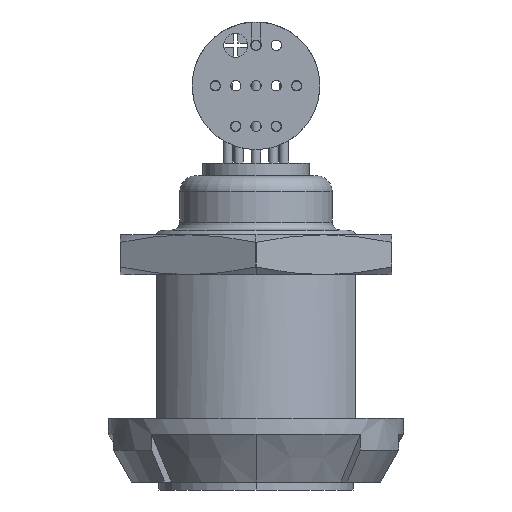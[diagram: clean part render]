
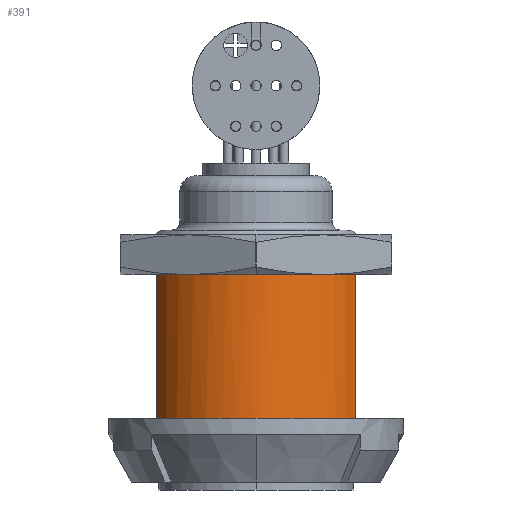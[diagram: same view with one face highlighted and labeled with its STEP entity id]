
A CAD part, front view. The second image highlights one B-rep face of the part: STEP entity #391.
In plain terms, the highlighted cylindrical face has radius 7 mm (diameter 14 mm), a partial arc.
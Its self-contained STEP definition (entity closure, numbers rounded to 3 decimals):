
#391=ADVANCED_FACE('',(#929),#930,.T.);
#929=FACE_OUTER_BOUND('',#2364,.T.);
#930=CYLINDRICAL_SURFACE('',#2365,7.0);
#2364=EDGE_LOOP('',(#3478,#3479,#3480,#3481,#3482));
#2365=AXIS2_PLACEMENT_3D('',#3483,#3484,#3485);
#3478=ORIENTED_EDGE('',*,*,#5109,.T.);
#3479=ORIENTED_EDGE('',*,*,#5193,.T.);
#3480=ORIENTED_EDGE('',*,*,#5202,.T.);
#3481=ORIENTED_EDGE('',*,*,#5203,.F.);
#3482=ORIENTED_EDGE('',*,*,#5198,.T.);
#3483=CARTESIAN_POINT('',(0.0,0.0,0.0));
#3484=DIRECTION('',(-0.0,0.0,-1.0));
#3485=DIRECTION('',(-1.0,0.0,0.0));
#5109=EDGE_CURVE('',#5997,#5995,#5998,.T.);
#5193=EDGE_CURVE('',#5995,#6098,#6100,.T.);
#5198=EDGE_CURVE('',#6105,#5997,#6106,.T.);
#5202=EDGE_CURVE('',#6098,#6110,#6111,.T.);
#5203=EDGE_CURVE('',#6105,#6110,#6112,.T.);
#5995=VERTEX_POINT('',#7259);
#5997=VERTEX_POINT('',#7262);
#5998=CIRCLE('',#7263,7.0);
#6098=VERTEX_POINT('',#7386);
#6100=CIRCLE('',#7397,7.0);
#6105=VERTEX_POINT('',#7402);
#6106=LINE('',#7403,#7404);
#6110=VERTEX_POINT('',#7418);
#6111=LINE('',#7419,#7420);
#6112=CIRCLE('',#7421,7.0);
#7259=CARTESIAN_POINT('',(0.,-7.0,1.52));
#7262=CARTESIAN_POINT('',(-6.25,-3.152,1.52));
#7263=AXIS2_PLACEMENT_3D('',#8832,#8833,#8834);
#7386=CARTESIAN_POINT('',(6.25,-3.152,1.52));
#7397=AXIS2_PLACEMENT_3D('',#8963,#8964,#8965);
#7402=CARTESIAN_POINT('',(-6.25,-3.152,15.3));
#7403=CARTESIAN_POINT('',(-6.25,-3.152,15.3));
#7404=VECTOR('',#8972,13.78);
#7418=CARTESIAN_POINT('',(6.25,-3.152,15.3));
#7419=CARTESIAN_POINT('',(6.25,-3.152,1.52));
#7420=VECTOR('',#8974,13.78);
#7421=AXIS2_PLACEMENT_3D('',#8975,#8976,#8977);
#8832=CARTESIAN_POINT('',(0.0,0.0,1.52));
#8833=DIRECTION('',(0.0,0.0,1.0));
#8834=DIRECTION('',(-1.0,0.0,0.0));
#8963=CARTESIAN_POINT('',(0.0,0.0,1.52));
#8964=DIRECTION('',(0.0,0.0,1.0));
#8965=DIRECTION('',(-1.0,0.0,0.0));
#8972=DIRECTION('',(0.0,0.0,-1.0));
#8974=DIRECTION('',(0.0,0.0,1.0));
#8975=CARTESIAN_POINT('',(0.0,0.0,15.3));
#8976=DIRECTION('',(0.0,0.0,1.0));
#8977=DIRECTION('',(-1.0,0.0,0.0));
